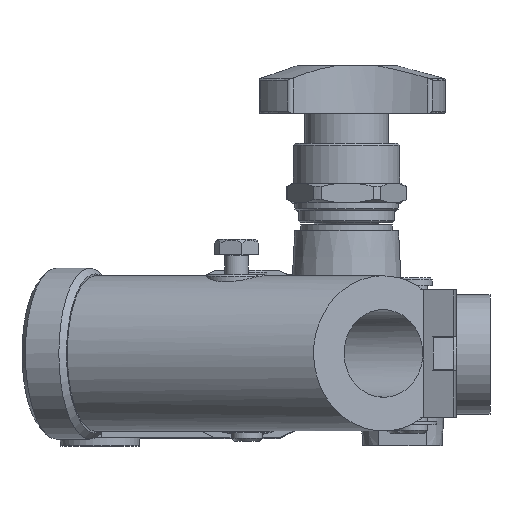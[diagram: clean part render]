
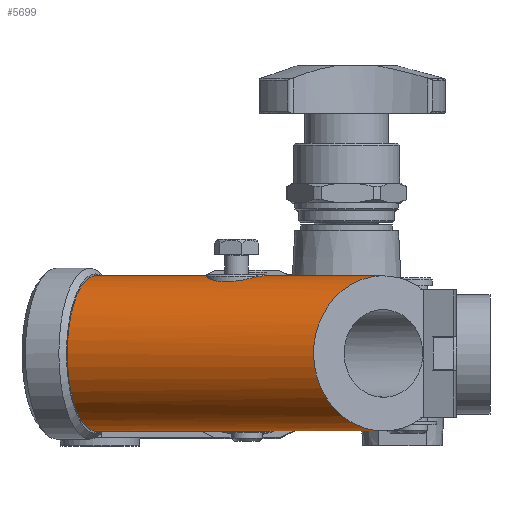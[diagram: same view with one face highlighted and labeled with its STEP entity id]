
A CAD part, top view. The second image highlights one B-rep face of the part: STEP entity #5699.
In plain terms, the highlighted cylindrical face has radius 19.5 mm (diameter 39 mm), a partial arc.
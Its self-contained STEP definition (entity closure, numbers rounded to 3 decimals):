
#41=ELLIPSE('',#7321,20.751,19.5);
#42=ELLIPSE('',#7322,22.517,19.5);
#43=ELLIPSE('',#7323,20.751,19.5);
#44=ELLIPSE('',#7324,20.751,19.5);
#45=ELLIPSE('',#7326,20.751,19.5);
#547=CIRCLE('',#7325,19.5);
#919=LINE('',#11047,#1265);
#920=LINE('',#11052,#1266);
#921=LINE('',#11056,#1267);
#922=LINE('',#11060,#1268);
#923=LINE('',#11094,#1269);
#924=LINE('',#11098,#1270);
#925=LINE('',#11102,#1271);
#1265=VECTOR('',#8856,1000.);
#1266=VECTOR('',#8859,1000.);
#1267=VECTOR('',#8862,1000.);
#1268=VECTOR('',#8865,1000.);
#1269=VECTOR('',#8866,1000.);
#1270=VECTOR('',#8869,1000.);
#1271=VECTOR('',#8872,1000.);
#2466=ORIENTED_EDGE('',*,*,#3518,.F.);
#2467=ORIENTED_EDGE('',*,*,#3519,.T.);
#2468=ORIENTED_EDGE('',*,*,#3520,.T.);
#2469=ORIENTED_EDGE('',*,*,#3521,.T.);
#2470=ORIENTED_EDGE('',*,*,#3522,.F.);
#2471=ORIENTED_EDGE('',*,*,#3523,.T.);
#2472=ORIENTED_EDGE('',*,*,#3524,.F.);
#2473=ORIENTED_EDGE('',*,*,#3525,.F.);
#2474=ORIENTED_EDGE('',*,*,#3526,.F.);
#2475=ORIENTED_EDGE('',*,*,#3527,.F.);
#2476=ORIENTED_EDGE('',*,*,#3528,.F.);
#2477=ORIENTED_EDGE('',*,*,#3529,.F.);
#2478=ORIENTED_EDGE('',*,*,#3530,.F.);
#2479=ORIENTED_EDGE('',*,*,#3531,.F.);
#2480=ORIENTED_EDGE('',*,*,#3532,.T.);
#2481=ORIENTED_EDGE('',*,*,#3533,.T.);
#2482=ORIENTED_EDGE('',*,*,#3534,.T.);
#2483=ORIENTED_EDGE('',*,*,#3535,.F.);
#3518=EDGE_CURVE('',#4184,#4185,#919,.T.);
#3519=EDGE_CURVE('',#4184,#4186,#41,.T.);
#3520=EDGE_CURVE('',#4186,#4187,#920,.F.);
#3521=EDGE_CURVE('',#4187,#4188,#42,.T.);
#3522=EDGE_CURVE('',#4189,#4188,#921,.F.);
#3523=EDGE_CURVE('',#4189,#4190,#43,.T.);
#3524=EDGE_CURVE('',#4191,#4190,#922,.F.);
#3525=EDGE_CURVE('',#4192,#4191,#4405,.T.);
#3526=EDGE_CURVE('',#4193,#4192,#4406,.T.);
#3527=EDGE_CURVE('',#4194,#4193,#4407,.T.);
#3528=EDGE_CURVE('',#4195,#4194,#4408,.T.);
#3529=EDGE_CURVE('',#4191,#4195,#4409,.T.);
#3530=EDGE_CURVE('',#4196,#4191,#923,.F.);
#3531=EDGE_CURVE('',#4197,#4196,#44,.T.);
#3532=EDGE_CURVE('',#4197,#4198,#924,.T.);
#3533=EDGE_CURVE('',#4198,#4199,#547,.T.);
#3534=EDGE_CURVE('',#4199,#4200,#925,.F.);
#3535=EDGE_CURVE('',#4185,#4200,#45,.T.);
#4184=VERTEX_POINT('',#11048);
#4185=VERTEX_POINT('',#11049);
#4186=VERTEX_POINT('',#11051);
#4187=VERTEX_POINT('',#11053);
#4188=VERTEX_POINT('',#11055);
#4189=VERTEX_POINT('',#11057);
#4190=VERTEX_POINT('',#11059);
#4191=VERTEX_POINT('',#11061);
#4192=VERTEX_POINT('',#11068);
#4193=VERTEX_POINT('',#11074);
#4194=VERTEX_POINT('',#11082);
#4195=VERTEX_POINT('',#11088);
#4196=VERTEX_POINT('',#11095);
#4197=VERTEX_POINT('',#11097);
#4198=VERTEX_POINT('',#11099);
#4199=VERTEX_POINT('',#11101);
#4200=VERTEX_POINT('',#11103);
#4405=B_SPLINE_CURVE_WITH_KNOTS('',3,(#11062,#11063,#11064,#11065,#11066,
#11067),.UNSPECIFIED.,.F.,.F.,(4,1,1,4),(0.039,0.043,
0.045,0.047),.UNSPECIFIED.);
#4406=B_SPLINE_CURVE_WITH_KNOTS('',3,(#11069,#11070,#11071,#11072,#11073),
 .UNSPECIFIED.,.F.,.F.,(4,1,4),(0.032,0.036,0.039),
 .UNSPECIFIED.);
#4407=B_SPLINE_CURVE_WITH_KNOTS('',3,(#11075,#11076,#11077,#11078,#11079,
#11080,#11081),.UNSPECIFIED.,.F.,.F.,(4,1,1,1,4),(0.015,0.019,
0.024,0.028,0.032),.UNSPECIFIED.);
#4408=B_SPLINE_CURVE_WITH_KNOTS('',3,(#11083,#11084,#11085,#11086,#11087),
 .UNSPECIFIED.,.F.,.F.,(4,1,4),(0.009,0.012,0.015),
 .UNSPECIFIED.);
#4409=B_SPLINE_CURVE_WITH_KNOTS('',3,(#11089,#11090,#11091,#11092,#11093),
 .UNSPECIFIED.,.F.,.F.,(4,1,4),(0.,0.004,0.009),
 .UNSPECIFIED.);
#4727=EDGE_LOOP('',(#2466,#2467,#2468,#2469,#2470,#2471,#2472,#2473,#2474,
#2475,#2476,#2477,#2478,#2479,#2480,#2481,#2482,#2483));
#5191=FACE_BOUND('',#4727,.T.);
#5441=CYLINDRICAL_SURFACE('',#7320,19.5);
#5699=ADVANCED_FACE('',(#5191),#5441,.T.);
#7320=AXIS2_PLACEMENT_3D('',#11046,#8854,#8855);
#7321=AXIS2_PLACEMENT_3D('',#11050,#8857,#8858);
#7322=AXIS2_PLACEMENT_3D('',#11054,#8860,#8861);
#7323=AXIS2_PLACEMENT_3D('',#11058,#8863,#8864);
#7324=AXIS2_PLACEMENT_3D('',#11096,#8867,#8868);
#7325=AXIS2_PLACEMENT_3D('',#11100,#8870,#8871);
#7326=AXIS2_PLACEMENT_3D('',#11104,#8873,#8874);
#8854=DIRECTION('',(-0.933,0.,-0.361));
#8855=DIRECTION('',(0.361,0.,-0.933));
#8856=DIRECTION('',(-0.933,0.,-0.361));
#8857=DIRECTION('',(1.,0.,0.02));
#8858=DIRECTION('',(0.02,0.,-1.));
#8859=DIRECTION('',(-0.933,0.,-0.361));
#8860=DIRECTION('',(-0.628,0.,-0.779));
#8861=DIRECTION('',(-0.779,0.,0.628));
#8862=DIRECTION('',(-0.933,0.,-0.361));
#8863=DIRECTION('',(1.,0.,0.02));
#8864=DIRECTION('',(0.02,0.,-1.));
#8865=DIRECTION('',(-0.933,0.,-0.361));
#8866=DIRECTION('',(-0.933,0.,-0.361));
#8867=DIRECTION('',(0.753,0.,0.658));
#8868=DIRECTION('',(-0.658,0.,0.753));
#8869=DIRECTION('',(-0.933,0.,-0.361));
#8870=DIRECTION('',(0.933,0.,0.361));
#8871=DIRECTION('',(-0.361,0.,0.933));
#8872=DIRECTION('',(-0.933,0.,-0.361));
#8873=DIRECTION('',(0.753,0.,0.658));
#8874=DIRECTION('',(-0.658,0.,0.753));
#11046=CARTESIAN_POINT('',(40.231,0.,229.757));
#11047=CARTESIAN_POINT('',(42.935,-18.,222.761));
#11048=CARTESIAN_POINT('',(13.442,-18.,211.362));
#11049=CARTESIAN_POINT('',(-34.366,-18.,192.884));
#11050=CARTESIAN_POINT('',(13.285,0.,219.342));
#11051=CARTESIAN_POINT('',(13.519,-16.,207.482));
#11052=CARTESIAN_POINT('',(44.25,-16.,219.359));
#11053=CARTESIAN_POINT('',(44.25,-16.,219.359));
#11054=CARTESIAN_POINT('',(34.229,0.,227.436));
#11055=CARTESIAN_POINT('',(44.25,16.,219.359));
#11056=CARTESIAN_POINT('',(44.25,16.,219.359));
#11057=CARTESIAN_POINT('',(13.519,16.,207.482));
#11058=CARTESIAN_POINT('',(13.285,0.,219.342));
#11059=CARTESIAN_POINT('',(13.442,18.,211.362));
#11060=CARTESIAN_POINT('',(42.935,18.,222.761));
#11061=CARTESIAN_POINT('',(0.029,18.,206.177));
#11062=CARTESIAN_POINT('',(4.812,19.25,212.73));
#11063=CARTESIAN_POINT('',(4.727,19.04,211.304));
#11064=CARTESIAN_POINT('',(3.982,18.556,209.223));
#11065=CARTESIAN_POINT('',(1.961,18.089,207.149));
#11066=CARTESIAN_POINT('',(0.71,18.,206.441));
#11067=CARTESIAN_POINT('',(0.029,18.,206.177));
#11068=CARTESIAN_POINT('',(4.812,19.25,212.73));
#11069=CARTESIAN_POINT('',(2.567,19.25,218.536));
#11070=CARTESIAN_POINT('',(3.333,19.407,217.788));
#11071=CARTESIAN_POINT('',(4.537,19.593,215.965));
#11072=CARTESIAN_POINT('',(4.874,19.406,213.789));
#11073=CARTESIAN_POINT('',(4.812,19.25,212.73));
#11074=CARTESIAN_POINT('',(2.567,19.25,218.536));
#11075=CARTESIAN_POINT('',(-10.162,19.25,213.616));
#11076=CARTESIAN_POINT('',(-10.077,19.039,215.051));
#11077=CARTESIAN_POINT('',(-9.093,18.392,217.802));
#11078=CARTESIAN_POINT('',(-5.542,17.804,220.571));
#11079=CARTESIAN_POINT('',(-1.039,18.392,220.916));
#11080=CARTESIAN_POINT('',(1.538,19.038,219.542));
#11081=CARTESIAN_POINT('',(2.567,19.25,218.536));
#11082=CARTESIAN_POINT('',(-10.162,19.25,213.616));
#11083=CARTESIAN_POINT('',(-7.918,19.25,207.81));
#11084=CARTESIAN_POINT('',(-8.673,19.405,208.548));
#11085=CARTESIAN_POINT('',(-9.889,19.594,210.38));
#11086=CARTESIAN_POINT('',(-10.225,19.407,212.55));
#11087=CARTESIAN_POINT('',(-10.162,19.25,213.616));
#11088=CARTESIAN_POINT('',(-7.918,19.25,207.81));
#11089=CARTESIAN_POINT('',(0.029,18.,206.177));
#11090=CARTESIAN_POINT('',(-1.334,18.,205.651));
#11091=CARTESIAN_POINT('',(-4.292,18.39,205.428));
#11092=CARTESIAN_POINT('',(-6.901,19.041,206.816));
#11093=CARTESIAN_POINT('',(-7.918,19.25,207.81));
#11094=CARTESIAN_POINT('',(42.935,18.,222.761));
#11095=CARTESIAN_POINT('',(-34.366,18.,192.884));
#11096=CARTESIAN_POINT('',(-39.616,0.,198.895));
#11097=CARTESIAN_POINT('',(-27.016,7.5,184.468));
#11098=CARTESIAN_POINT('',(46.721,7.5,212.967));
#11099=CARTESIAN_POINT('',(-31.631,7.5,182.684));
#11100=CARTESIAN_POINT('',(-38.12,0.,199.474));
#11101=CARTESIAN_POINT('',(-31.631,-7.5,182.684));
#11102=CARTESIAN_POINT('',(46.721,-7.5,212.967));
#11103=CARTESIAN_POINT('',(-27.016,-7.5,184.468));
#11104=CARTESIAN_POINT('',(-39.616,0.,198.895));
